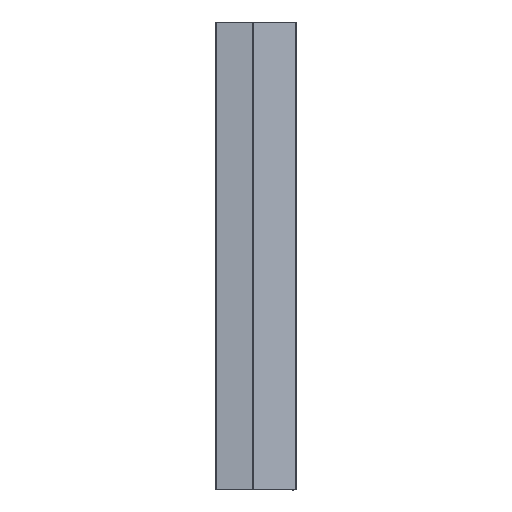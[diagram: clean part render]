
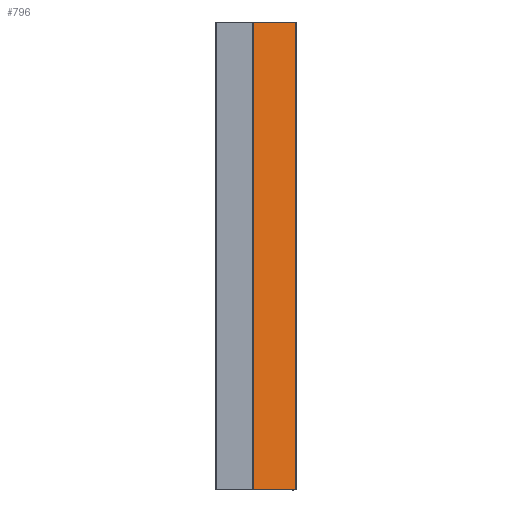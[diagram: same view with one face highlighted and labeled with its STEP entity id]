
A CAD part, front view. The second image highlights one B-rep face of the part: STEP entity #796.
In plain terms, the highlighted planar face has unit normal (0.559, -0.829, 0).
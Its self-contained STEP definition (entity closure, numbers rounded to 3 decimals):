
#2 = FACE_OUTER_BOUND ( 'NONE', #670, .T. ) ;
#24 = CARTESIAN_POINT ( 'NONE',  ( 65.559, 27.803, 0. ) ) ;
#66 = DIRECTION ( 'NONE',  ( 0.829, 0.559, 0. ) ) ;
#105 = EDGE_CURVE ( 'NONE', #1096, #631, #185, .T. ) ;
#108 = LINE ( 'NONE', #961, #722 ) ;
#185 = LINE ( 'NONE', #1097, #960 ) ;
#255 = PLANE ( 'NONE',  #582 ) ;
#305 = VERTEX_POINT ( 'NONE', #610 ) ;
#324 = VECTOR ( 'NONE', #783, 1000. ) ;
#352 = DIRECTION ( 'NONE',  ( -0.829, -0.559, 0. ) ) ;
#426 = EDGE_CURVE ( 'NONE', #492, #305, #1049, .T. ) ;
#448 = DIRECTION ( 'NONE',  ( 0., 0., 1. ) ) ;
#460 = CARTESIAN_POINT ( 'NONE',  ( 20.253, -2.729, 500. ) ) ;
#492 = VERTEX_POINT ( 'NONE', #24 ) ;
#524 = EDGE_CURVE ( 'NONE', #305, #1096, #108, .T. ) ;
#529 = CARTESIAN_POINT ( 'NONE',  ( 65.559, 27.803, 500. ) ) ;
#582 = AXIS2_PLACEMENT_3D ( 'NONE', #1109, #950, #937 ) ;
#602 = ORIENTED_EDGE ( 'NONE', *, *, #524, .F. ) ;
#610 = CARTESIAN_POINT ( 'NONE',  ( 20.253, -2.729, 0. ) ) ;
#631 = VERTEX_POINT ( 'NONE', #981 ) ;
#654 = ORIENTED_EDGE ( 'NONE', *, *, #105, .F. ) ;
#663 = ORIENTED_EDGE ( 'NONE', *, *, #426, .F. ) ;
#670 = EDGE_LOOP ( 'NONE', ( #823, #654, #602, #663 ) ) ;
#722 = VECTOR ( 'NONE', #448, 1000. ) ;
#737 = VECTOR ( 'NONE', #352, 1000. ) ;
#783 = DIRECTION ( 'NONE',  ( 0., 0., -1. ) ) ;
#796 = ADVANCED_FACE ( 'NONE', ( #2 ), #255, .F. ) ;
#803 = CARTESIAN_POINT ( 'NONE',  ( 20.253, -2.729, 0. ) ) ;
#823 = ORIENTED_EDGE ( 'NONE', *, *, #907, .F. ) ;
#907 = EDGE_CURVE ( 'NONE', #631, #492, #932, .T. ) ;
#932 = LINE ( 'NONE', #529, #324 ) ;
#937 = DIRECTION ( 'NONE',  ( -0.829, -0.559, 0. ) ) ;
#950 = DIRECTION ( 'NONE',  ( -0.559, 0.829, 0. ) ) ;
#960 = VECTOR ( 'NONE', #66, 1000. ) ;
#961 = CARTESIAN_POINT ( 'NONE',  ( 20.253, -2.729, 500. ) ) ;
#981 = CARTESIAN_POINT ( 'NONE',  ( 65.559, 27.803, 500. ) ) ;
#1049 = LINE ( 'NONE', #803, #737 ) ;
#1096 = VERTEX_POINT ( 'NONE', #460 ) ;
#1097 = CARTESIAN_POINT ( 'NONE',  ( 20.253, -2.729, 500. ) ) ;
#1109 = CARTESIAN_POINT ( 'NONE',  ( 20.253, -2.729, 500. ) ) ;
